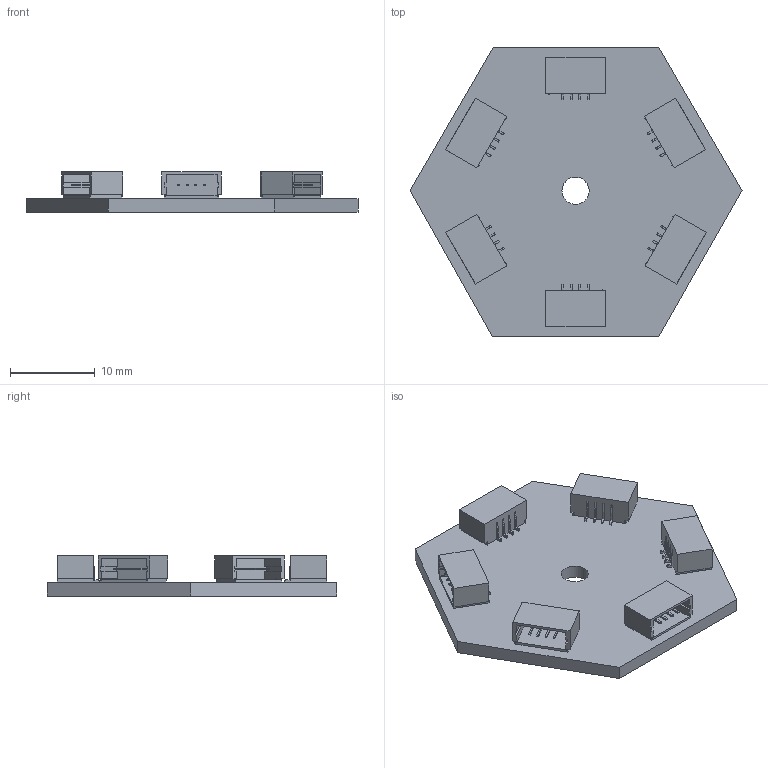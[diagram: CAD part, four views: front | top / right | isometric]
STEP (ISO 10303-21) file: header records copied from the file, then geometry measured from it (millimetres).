
FILE_DESCRIPTION(('KiCad electronic assembly'),'2;1');
FILE_NAME('easyC_hub_3D.step','2021-09-16T10:34:12',('Pcbnew'),('Kicad') ,'Open CASCADE STEP processor 7.5','KiCad to STEP converter','Unknown' );
FILE_SCHEMA(('AUTOMOTIVE_DESIGN { 1 0 10303 214 1 1 1 1 }'));
Length unit declared in the file: millimetre
Products named in the file (4): easyC_hub_3D 1; easyC connector; SOLID; COMPOUND
Assembly tree (8 placements, depth 3):
  easyC_hub_3D 1
    easyC connector  x6
      SOLID
    COMPOUND
Bounding box: 39.1 x 34.1 x 4.74 mm (x, y, z)
Volume: 1802.2 mm3; surface area: 3492.2 mm2
Topology: 7 solids, 7 shells, 651 faces, 1653 edges, 1046 vertices
Faces by surface type: bspline 642, plane 8, cylinder 1
Full cylindrical faces by diameter (mm): 3.2 x1
Entity records: 7275 total; most frequent: CARTESIAN_POINT 2367, B_SPLINE_CURVE_WITH_KNOTS 800, ORIENTED_EDGE 586, PCURVE 586, DEFINITIONAL_REPRESENTATION 586, EDGE_CURVE 293, SURFACE_CURVE 292, VERTEX_POINT 186
